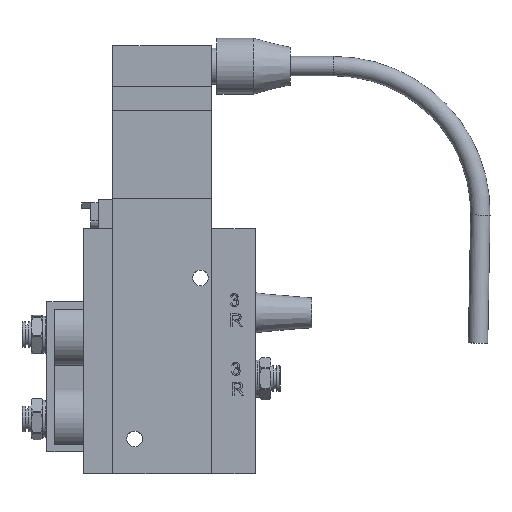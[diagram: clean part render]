
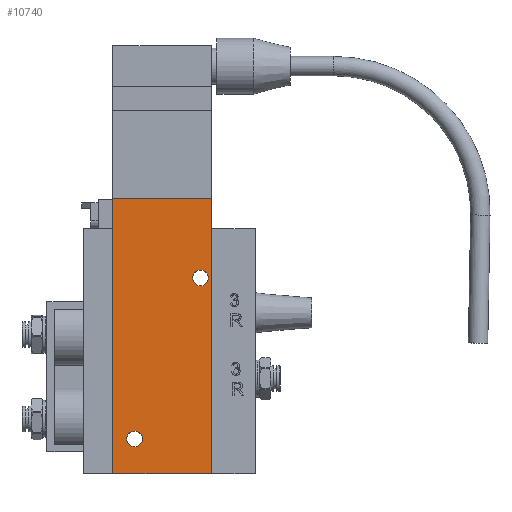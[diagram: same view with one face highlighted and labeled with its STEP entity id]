
A CAD part, top view. The second image highlights one B-rep face of the part: STEP entity #10740.
In plain terms, the highlighted planar face has unit normal (0, 0, 1).
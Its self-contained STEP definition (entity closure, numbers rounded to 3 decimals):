
#133=CARTESIAN_POINT('',(-18.85,9.51,17.49));
#134=VERTEX_POINT('',#133);
#135=CARTESIAN_POINT('',(-21.,9.51,17.49));
#136=DIRECTION('',(0.0,0.0,-1.0));
#137=DIRECTION('',(-1.0,0.0,0.0));
#138=AXIS2_PLACEMENT_3D('',#135,#136,#137);
#139=CIRCLE('',#138,2.15);
#140=EDGE_CURVE('',#134,#134,#139,.T.);
#182=CARTESIAN_POINT('',(-0.85,53.51,17.49));
#183=VERTEX_POINT('',#182);
#184=CARTESIAN_POINT('',(-3.,53.51,17.49));
#185=DIRECTION('',(0.0,0.0,-1.0));
#186=DIRECTION('',(-1.0,0.0,0.0));
#187=AXIS2_PLACEMENT_3D('',#184,#185,#186);
#188=CIRCLE('',#187,2.15);
#189=EDGE_CURVE('',#183,#183,#188,.T.);
#10526=CARTESIAN_POINT('',(-27.0,0.01,17.49));
#10527=VERTEX_POINT('',#10526);
#10534=CARTESIAN_POINT('',(-27.0,75.31,17.49));
#10535=VERTEX_POINT('',#10534);
#10536=CARTESIAN_POINT('',(-27.0,75.31,17.49));
#10537=DIRECTION('',(0.0,-1.0,0.0));
#10538=VECTOR('',#10537,75.3);
#10539=LINE('',#10536,#10538);
#10540=EDGE_CURVE('',#10535,#10527,#10539,.T.);
#10679=CARTESIAN_POINT('',(0.0,75.31,17.49));
#10680=VERTEX_POINT('',#10679);
#10681=CARTESIAN_POINT('',(0.0,75.31,17.49));
#10682=DIRECTION('',(-1.0,0.0,0.0));
#10683=VECTOR('',#10682,27.0);
#10684=LINE('',#10681,#10683);
#10685=EDGE_CURVE('',#10680,#10535,#10684,.T.);
#10703=CARTESIAN_POINT('',(0.0,75.31,17.49));
#10704=DIRECTION('',(0.0,0.0,1.0));
#10705=DIRECTION('',(1.0,0.0,0.0));
#10706=AXIS2_PLACEMENT_3D('',#10703,#10704,#10705);
#10707=PLANE('',#10706);
#10708=ORIENTED_EDGE('',*,*,#10540,.T.);
#10709=CARTESIAN_POINT('',(0.0,0.01,17.49));
#10710=VERTEX_POINT('',#10709);
#10711=CARTESIAN_POINT('',(0.0,0.01,17.49));
#10712=DIRECTION('',(-1.0,0.0,0.0));
#10713=VECTOR('',#10712,27.0);
#10714=LINE('',#10711,#10713);
#10715=EDGE_CURVE('',#10710,#10527,#10714,.T.);
#10716=ORIENTED_EDGE('',*,*,#10715,.F.);
#10717=CARTESIAN_POINT('',(0.0,67.0,17.49));
#10718=VERTEX_POINT('',#10717);
#10719=CARTESIAN_POINT('',(0.0,67.0,17.49));
#10720=DIRECTION('',(0.0,-1.0,0.0));
#10721=VECTOR('',#10720,66.99);
#10722=LINE('',#10719,#10721);
#10723=EDGE_CURVE('',#10718,#10710,#10722,.T.);
#10724=ORIENTED_EDGE('',*,*,#10723,.F.);
#10725=CARTESIAN_POINT('',(0.0,67.0,17.49));
#10726=DIRECTION('',(0.0,1.0,0.0));
#10727=VECTOR('',#10726,8.31);
#10728=LINE('',#10725,#10727);
#10729=EDGE_CURVE('',#10718,#10680,#10728,.T.);
#10730=ORIENTED_EDGE('',*,*,#10729,.T.);
#10731=ORIENTED_EDGE('',*,*,#10685,.T.);
#10732=EDGE_LOOP('',(#10708,#10716,#10724,#10730,#10731));
#10733=FACE_OUTER_BOUND('',#10732,.T.);
#10734=ORIENTED_EDGE('',*,*,#140,.T.);
#10735=EDGE_LOOP('',(#10734));
#10736=FACE_BOUND('',#10735,.T.);
#10737=ORIENTED_EDGE('',*,*,#189,.T.);
#10738=EDGE_LOOP('',(#10737));
#10739=FACE_BOUND('',#10738,.T.);
#10740=ADVANCED_FACE('',(#10733,#10736,#10739),#10707,.T.);
